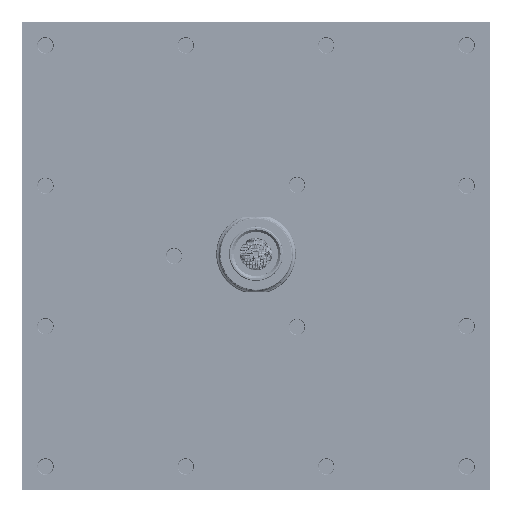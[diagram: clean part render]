
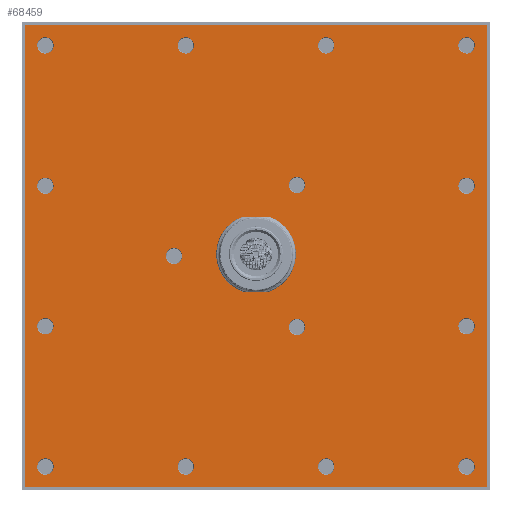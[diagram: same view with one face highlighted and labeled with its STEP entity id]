
A CAD part, top view. The second image highlights one B-rep face of the part: STEP entity #68459.
In plain terms, the highlighted planar face has unit normal (0, 0, 1).
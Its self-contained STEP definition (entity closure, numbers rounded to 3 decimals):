
#8032=FACE_BOUND('',#18752,.T.);
#8033=FACE_BOUND('',#18753,.T.);
#8034=FACE_BOUND('',#18754,.T.);
#8035=FACE_BOUND('',#18755,.T.);
#8036=FACE_BOUND('',#18756,.T.);
#8037=FACE_BOUND('',#18757,.T.);
#8038=FACE_BOUND('',#18758,.T.);
#8039=FACE_BOUND('',#18759,.T.);
#8040=FACE_BOUND('',#18760,.T.);
#8041=FACE_BOUND('',#18761,.T.);
#8042=FACE_BOUND('',#18762,.T.);
#8043=FACE_BOUND('',#18763,.T.);
#8044=FACE_BOUND('',#18764,.T.);
#8045=FACE_BOUND('',#18765,.T.);
#8046=FACE_BOUND('',#18766,.T.);
#8047=FACE_BOUND('',#18767,.T.);
#10298=LINE('',#102843,#12100);
#10299=LINE('',#102845,#12101);
#10300=LINE('',#102847,#12102);
#10301=LINE('',#102848,#12103);
#10302=LINE('',#102851,#12104);
#10303=LINE('',#102855,#12105);
#12100=VECTOR('',#87646,197.2);
#12101=VECTOR('',#87647,197.2);
#12102=VECTOR('',#87648,197.2);
#12103=VECTOR('',#87649,197.2);
#12104=VECTOR('',#87650,8.718);
#12105=VECTOR('',#87653,8.718);
#14510=FACE_OUTER_BOUND('',#18751,.T.);
#18751=EDGE_LOOP('',(#51694,#51695,#51696,#51697));
#18752=EDGE_LOOP('',(#51698,#51699,#51700,#51701));
#18753=EDGE_LOOP('',(#51702));
#18754=EDGE_LOOP('',(#51703));
#18755=EDGE_LOOP('',(#51704));
#18756=EDGE_LOOP('',(#51705));
#18757=EDGE_LOOP('',(#51706));
#18758=EDGE_LOOP('',(#51707));
#18759=EDGE_LOOP('',(#51708));
#18760=EDGE_LOOP('',(#51709));
#18761=EDGE_LOOP('',(#51710));
#18762=EDGE_LOOP('',(#51711));
#18763=EDGE_LOOP('',(#51712));
#18764=EDGE_LOOP('',(#51713));
#18765=EDGE_LOOP('',(#51714));
#18766=EDGE_LOOP('',(#51715));
#18767=EDGE_LOOP('',(#51716));
#23706=CIRCLE('',#74837,10.);
#23707=CIRCLE('',#74838,10.);
#23708=CIRCLE('',#74839,3.5);
#23709=CIRCLE('',#74840,3.5);
#23710=CIRCLE('',#74841,3.5);
#23711=CIRCLE('',#74842,3.5);
#23712=CIRCLE('',#74843,3.5);
#23713=CIRCLE('',#74844,3.5);
#23714=CIRCLE('',#74845,3.5);
#23715=CIRCLE('',#74846,3.5);
#23716=CIRCLE('',#74847,3.5);
#23717=CIRCLE('',#74848,3.5);
#23718=CIRCLE('',#74849,3.5);
#23719=CIRCLE('',#74850,3.5);
#23720=CIRCLE('',#74851,3.5);
#23721=CIRCLE('',#74852,3.5);
#23722=CIRCLE('',#74853,3.5);
#27860=VERTEX_POINT('',#102841);
#27861=VERTEX_POINT('',#102842);
#27862=VERTEX_POINT('',#102844);
#27863=VERTEX_POINT('',#102846);
#27864=VERTEX_POINT('',#102849);
#27865=VERTEX_POINT('',#102850);
#27866=VERTEX_POINT('',#102852);
#27867=VERTEX_POINT('',#102854);
#27868=VERTEX_POINT('',#102857);
#27869=VERTEX_POINT('',#102859);
#27870=VERTEX_POINT('',#102861);
#27871=VERTEX_POINT('',#102863);
#27872=VERTEX_POINT('',#102865);
#27873=VERTEX_POINT('',#102867);
#27874=VERTEX_POINT('',#102869);
#27875=VERTEX_POINT('',#102871);
#27876=VERTEX_POINT('',#102873);
#27877=VERTEX_POINT('',#102875);
#27878=VERTEX_POINT('',#102877);
#27879=VERTEX_POINT('',#102879);
#27880=VERTEX_POINT('',#102881);
#27881=VERTEX_POINT('',#102883);
#27882=VERTEX_POINT('',#102885);
#36363=EDGE_CURVE('',#27860,#27861,#10298,.T.);
#36364=EDGE_CURVE('',#27861,#27862,#10299,.T.);
#36365=EDGE_CURVE('',#27862,#27863,#10300,.T.);
#36366=EDGE_CURVE('',#27863,#27860,#10301,.T.);
#36367=EDGE_CURVE('',#27864,#27865,#10302,.T.);
#36368=EDGE_CURVE('',#27866,#27865,#23706,.T.);
#36369=EDGE_CURVE('',#27866,#27867,#10303,.T.);
#36370=EDGE_CURVE('',#27864,#27867,#23707,.T.);
#36371=EDGE_CURVE('',#27868,#27868,#23708,.T.);
#36372=EDGE_CURVE('',#27869,#27869,#23709,.T.);
#36373=EDGE_CURVE('',#27870,#27870,#23710,.T.);
#36374=EDGE_CURVE('',#27871,#27871,#23711,.T.);
#36375=EDGE_CURVE('',#27872,#27872,#23712,.T.);
#36376=EDGE_CURVE('',#27873,#27873,#23713,.T.);
#36377=EDGE_CURVE('',#27874,#27874,#23714,.T.);
#36378=EDGE_CURVE('',#27875,#27875,#23715,.T.);
#36379=EDGE_CURVE('',#27876,#27876,#23716,.T.);
#36380=EDGE_CURVE('',#27877,#27877,#23717,.T.);
#36381=EDGE_CURVE('',#27878,#27878,#23718,.T.);
#36382=EDGE_CURVE('',#27879,#27879,#23719,.T.);
#36383=EDGE_CURVE('',#27880,#27880,#23720,.T.);
#36384=EDGE_CURVE('',#27881,#27881,#23721,.T.);
#36385=EDGE_CURVE('',#27882,#27882,#23722,.T.);
#51694=ORIENTED_EDGE('',*,*,#36363,.T.);
#51695=ORIENTED_EDGE('',*,*,#36364,.T.);
#51696=ORIENTED_EDGE('',*,*,#36365,.T.);
#51697=ORIENTED_EDGE('',*,*,#36366,.T.);
#51698=ORIENTED_EDGE('',*,*,#36367,.T.);
#51699=ORIENTED_EDGE('',*,*,#36368,.F.);
#51700=ORIENTED_EDGE('',*,*,#36369,.T.);
#51701=ORIENTED_EDGE('',*,*,#36370,.F.);
#51702=ORIENTED_EDGE('',*,*,#36371,.F.);
#51703=ORIENTED_EDGE('',*,*,#36372,.F.);
#51704=ORIENTED_EDGE('',*,*,#36373,.F.);
#51705=ORIENTED_EDGE('',*,*,#36374,.F.);
#51706=ORIENTED_EDGE('',*,*,#36375,.F.);
#51707=ORIENTED_EDGE('',*,*,#36376,.F.);
#51708=ORIENTED_EDGE('',*,*,#36377,.F.);
#51709=ORIENTED_EDGE('',*,*,#36378,.F.);
#51710=ORIENTED_EDGE('',*,*,#36379,.F.);
#51711=ORIENTED_EDGE('',*,*,#36380,.F.);
#51712=ORIENTED_EDGE('',*,*,#36381,.F.);
#51713=ORIENTED_EDGE('',*,*,#36382,.F.);
#51714=ORIENTED_EDGE('',*,*,#36383,.F.);
#51715=ORIENTED_EDGE('',*,*,#36384,.F.);
#51716=ORIENTED_EDGE('',*,*,#36385,.F.);
#66681=PLANE('',#74836);
#68459=ADVANCED_FACE('',(#14510,#8032,#8033,#8034,#8035,#8036,#8037,#8038,
#8039,#8040,#8041,#8042,#8043,#8044,#8045,#8046,#8047),#66681,.F.);
#74836=AXIS2_PLACEMENT_3D('',#102840,#87644,#87645);
#74837=AXIS2_PLACEMENT_3D('',#102853,#87651,#87652);
#74838=AXIS2_PLACEMENT_3D('',#102856,#87654,#87655);
#74839=AXIS2_PLACEMENT_3D('',#102858,#87656,#87657);
#74840=AXIS2_PLACEMENT_3D('',#102860,#87658,#87659);
#74841=AXIS2_PLACEMENT_3D('',#102862,#87660,#87661);
#74842=AXIS2_PLACEMENT_3D('',#102864,#87662,#87663);
#74843=AXIS2_PLACEMENT_3D('',#102866,#87664,#87665);
#74844=AXIS2_PLACEMENT_3D('',#102868,#87666,#87667);
#74845=AXIS2_PLACEMENT_3D('',#102870,#87668,#87669);
#74846=AXIS2_PLACEMENT_3D('',#102872,#87670,#87671);
#74847=AXIS2_PLACEMENT_3D('',#102874,#87672,#87673);
#74848=AXIS2_PLACEMENT_3D('',#102876,#87674,#87675);
#74849=AXIS2_PLACEMENT_3D('',#102878,#87676,#87677);
#74850=AXIS2_PLACEMENT_3D('',#102880,#87678,#87679);
#74851=AXIS2_PLACEMENT_3D('',#102882,#87680,#87681);
#74852=AXIS2_PLACEMENT_3D('',#102884,#87682,#87683);
#74853=AXIS2_PLACEMENT_3D('',#102886,#87684,#87685);
#87644=DIRECTION('center_axis',(0.,0.,-1.));
#87645=DIRECTION('ref_axis',(0.,1.,0.));
#87646=DIRECTION('',(1.,0.,0.));
#87647=DIRECTION('',(0.,1.,0.));
#87648=DIRECTION('',(-1.,0.,0.));
#87649=DIRECTION('',(0.,-1.,0.));
#87650=DIRECTION('',(1.,0.,0.));
#87651=DIRECTION('center_axis',(0.,0.,1.));
#87652=DIRECTION('ref_axis',(0.436,-0.9,0.));
#87653=DIRECTION('',(-1.,0.,0.));
#87654=DIRECTION('center_axis',(0.,0.,1.));
#87655=DIRECTION('ref_axis',(-0.436,0.9,0.));
#87656=DIRECTION('center_axis',(0.,0.,1.));
#87657=DIRECTION('ref_axis',(0.,1.,0.));
#87658=DIRECTION('center_axis',(0.,0.,1.));
#87659=DIRECTION('ref_axis',(0.,1.,0.));
#87660=DIRECTION('center_axis',(0.,0.,1.));
#87661=DIRECTION('ref_axis',(0.,1.,0.));
#87662=DIRECTION('center_axis',(0.,0.,1.));
#87663=DIRECTION('ref_axis',(1.,0.,0.));
#87664=DIRECTION('center_axis',(0.,0.,1.));
#87665=DIRECTION('ref_axis',(1.,0.,0.));
#87666=DIRECTION('center_axis',(0.,0.,1.));
#87667=DIRECTION('ref_axis',(1.,0.,0.));
#87668=DIRECTION('center_axis',(0.,0.,1.));
#87669=DIRECTION('ref_axis',(0.,-1.,0.));
#87670=DIRECTION('center_axis',(0.,0.,1.));
#87671=DIRECTION('ref_axis',(0.,-1.,0.));
#87672=DIRECTION('center_axis',(0.,0.,1.));
#87673=DIRECTION('ref_axis',(0.,-1.,0.));
#87674=DIRECTION('center_axis',(0.,0.,1.));
#87675=DIRECTION('ref_axis',(-1.,0.,0.));
#87676=DIRECTION('center_axis',(0.,0.,1.));
#87677=DIRECTION('ref_axis',(-1.,0.,0.));
#87678=DIRECTION('center_axis',(0.,0.,1.));
#87679=DIRECTION('ref_axis',(-1.,0.,0.));
#87680=DIRECTION('center_axis',(0.,0.,1.));
#87681=DIRECTION('ref_axis',(0.,1.,0.));
#87682=DIRECTION('center_axis',(0.,0.,1.));
#87683=DIRECTION('ref_axis',(0.866,-0.5,0.));
#87684=DIRECTION('center_axis',(0.,0.,1.));
#87685=DIRECTION('ref_axis',(-0.866,-0.5,0.));
#102840=CARTESIAN_POINT('Origin',(54.505,-6.75,168.552));
#102841=CARTESIAN_POINT('',(-44.095,-105.35,168.552));
#102842=CARTESIAN_POINT('',(153.105,-105.35,168.552));
#102843=CARTESIAN_POINT('',(-44.095,-105.35,168.552));
#102844=CARTESIAN_POINT('',(153.105,91.85,168.552));
#102845=CARTESIAN_POINT('',(153.105,-105.35,168.552));
#102846=CARTESIAN_POINT('',(-44.095,91.85,168.552));
#102847=CARTESIAN_POINT('',(153.105,91.85,168.552));
#102848=CARTESIAN_POINT('',(-44.095,91.85,168.552));
#102849=CARTESIAN_POINT('',(50.146,2.25,168.552));
#102850=CARTESIAN_POINT('',(58.864,2.25,168.552));
#102851=CARTESIAN_POINT('',(50.146,2.25,168.552));
#102852=CARTESIAN_POINT('',(58.864,-15.75,168.552));
#102853=CARTESIAN_POINT('Origin',(54.505,-6.75,168.552));
#102854=CARTESIAN_POINT('',(50.146,-15.75,168.552));
#102855=CARTESIAN_POINT('',(58.864,-15.75,168.552));
#102856=CARTESIAN_POINT('Origin',(54.505,-6.75,168.552));
#102857=CARTESIAN_POINT('',(-35.495,-93.25,168.552));
#102858=CARTESIAN_POINT('Origin',(-35.495,-96.75,168.552));
#102859=CARTESIAN_POINT('',(-35.495,-33.25,168.552));
#102860=CARTESIAN_POINT('Origin',(-35.495,-36.75,168.552));
#102861=CARTESIAN_POINT('',(-35.495,26.75,168.552));
#102862=CARTESIAN_POINT('Origin',(-35.495,23.25,168.552));
#102863=CARTESIAN_POINT('',(-31.995,83.25,168.552));
#102864=CARTESIAN_POINT('Origin',(-35.495,83.25,168.552));
#102865=CARTESIAN_POINT('',(28.005,83.25,168.552));
#102866=CARTESIAN_POINT('Origin',(24.505,83.25,168.552));
#102867=CARTESIAN_POINT('',(88.005,83.25,168.552));
#102868=CARTESIAN_POINT('Origin',(84.505,83.25,168.552));
#102869=CARTESIAN_POINT('',(144.505,79.75,168.552));
#102870=CARTESIAN_POINT('Origin',(144.505,83.25,168.552));
#102871=CARTESIAN_POINT('',(144.505,19.75,168.552));
#102872=CARTESIAN_POINT('Origin',(144.505,23.25,168.552));
#102873=CARTESIAN_POINT('',(144.505,-40.25,168.552));
#102874=CARTESIAN_POINT('Origin',(144.505,-36.75,168.552));
#102875=CARTESIAN_POINT('',(141.005,-96.75,168.552));
#102876=CARTESIAN_POINT('Origin',(144.505,-96.75,168.552));
#102877=CARTESIAN_POINT('',(81.005,-96.75,168.552));
#102878=CARTESIAN_POINT('Origin',(84.505,-96.75,168.552));
#102879=CARTESIAN_POINT('',(21.005,-96.75,168.552));
#102880=CARTESIAN_POINT('Origin',(24.505,-96.75,168.552));
#102881=CARTESIAN_POINT('',(19.505,-3.25,168.552));
#102882=CARTESIAN_POINT('Origin',(19.505,-6.75,168.552));
#102883=CARTESIAN_POINT('',(75.036,21.811,168.552));
#102884=CARTESIAN_POINT('Origin',(72.005,23.561,168.552));
#102885=CARTESIAN_POINT('',(68.974,-38.811,168.552));
#102886=CARTESIAN_POINT('Origin',(72.005,-37.061,168.552));
